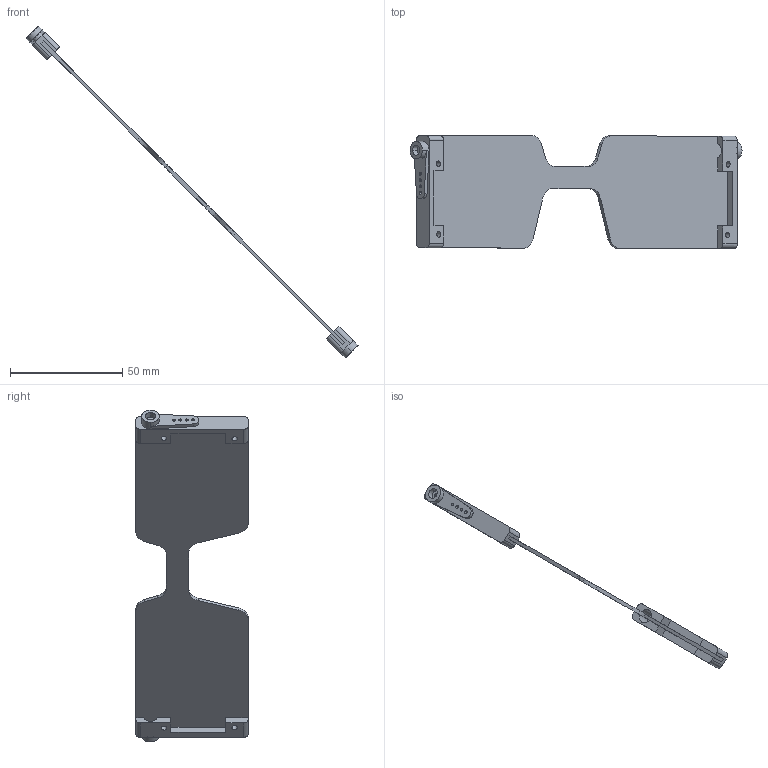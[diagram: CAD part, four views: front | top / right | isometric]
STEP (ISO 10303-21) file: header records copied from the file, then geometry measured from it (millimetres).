
FILE_DESCRIPTION (( 'STEP AP203' ), '1' );
FILE_NAME ('Rudder1_默认_sldprt.STEP', '2022-05-16T11:40:44', ( '' ), ( '' ), 'SwSTEP 2.0', 'SolidWorks 2021', '' );
FILE_SCHEMA (( 'CONFIG_CONTROL_DESIGN' ));
Length unit declared in the file: millimetre
Products named in the file (1): Rudder1_默认_sldprt
Bounding box: 147.86 x 50 x 147.85 mm (x, y, z)
Volume: 16035.3 mm3; surface area: 21377.2 mm2
Topology: 4 solids, 4 shells, 124 faces, 338 edges, 224 vertices
Faces by surface type: plane 63, cylinder 61
Entity records: 4278 total; most frequent: CARTESIAN_POINT 928, DIRECTION 680, ORIENTED_EDGE 676, EDGE_CURVE 338, AXIS2_PLACEMENT_3D 233, VERTEX_POINT 224, LINE 214, VECTOR 214
